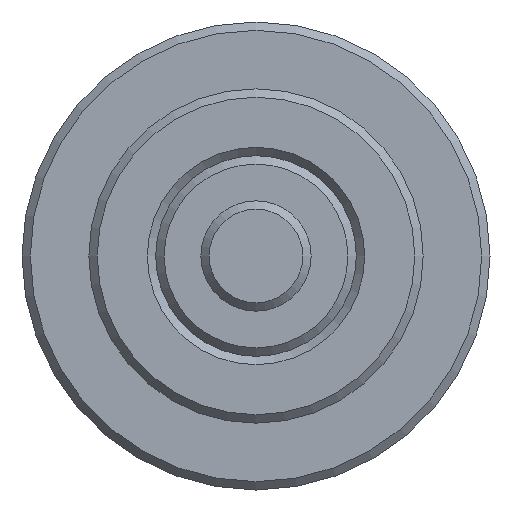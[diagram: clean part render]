
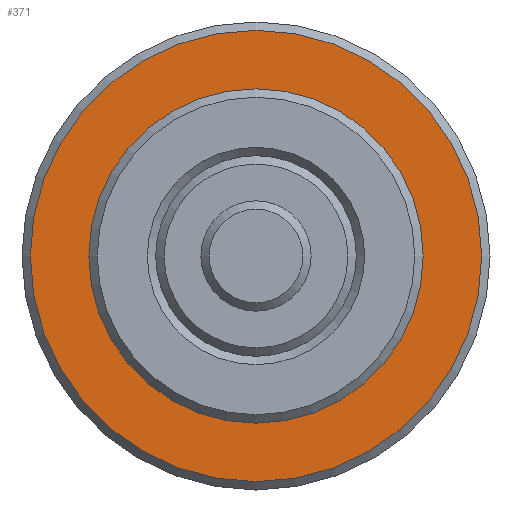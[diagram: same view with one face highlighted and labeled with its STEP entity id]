
A CAD part, front view. The second image highlights one B-rep face of the part: STEP entity #371.
In plain terms, the highlighted planar face has unit normal (0, -1, 0).
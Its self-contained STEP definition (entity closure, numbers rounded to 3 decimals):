
#27=FACE_BOUND('',#81,.T.);
#35=PLANE('',#430);
#52=FACE_OUTER_BOUND('',#80,.T.);
#80=EDGE_LOOP('',(#282));
#81=EDGE_LOOP('',(#283));
#147=CIRCLE('',#429,5.);
#148=CIRCLE('',#431,6.75);
#176=VERTEX_POINT('',#638);
#177=VERTEX_POINT('',#642);
#214=EDGE_CURVE('',#176,#176,#147,.T.);
#215=EDGE_CURVE('',#177,#177,#148,.F.);
#282=ORIENTED_EDGE('',*,*,#215,.T.);
#283=ORIENTED_EDGE('',*,*,#214,.F.);
#371=ADVANCED_FACE('',(#52,#27),#35,.F.);
#429=AXIS2_PLACEMENT_3D('',#640,#527,#528);
#430=AXIS2_PLACEMENT_3D('',#641,#529,#530);
#431=AXIS2_PLACEMENT_3D('',#643,#531,#532);
#527=DIRECTION('center_axis',(0.,-1.,0.));
#528=DIRECTION('ref_axis',(1.,0.,0.));
#529=DIRECTION('center_axis',(0.,1.,0.));
#530=DIRECTION('ref_axis',(-1.,0.,0.));
#531=DIRECTION('center_axis',(0.,1.,0.));
#532=DIRECTION('ref_axis',(-1.,0.,0.));
#638=CARTESIAN_POINT('',(-5.,-3.3,0.));
#640=CARTESIAN_POINT('Origin',(0.,-3.3,0.));
#641=CARTESIAN_POINT('Origin',(0.,-3.3,5.));
#642=CARTESIAN_POINT('',(6.75,-3.3,0.));
#643=CARTESIAN_POINT('Origin',(0.,-3.3,0.));
